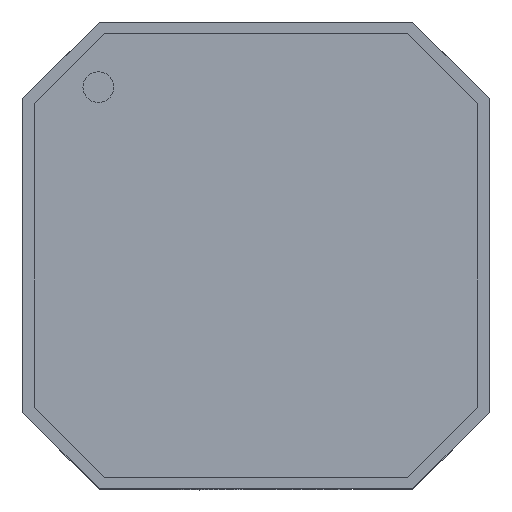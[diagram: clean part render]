
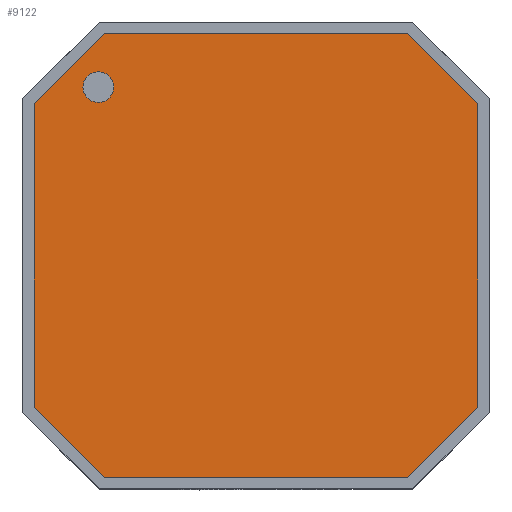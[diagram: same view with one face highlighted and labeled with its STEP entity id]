
A CAD part, top view. The second image highlights one B-rep face of the part: STEP entity #9122.
In plain terms, the highlighted planar face has unit normal (0, 0, 1).
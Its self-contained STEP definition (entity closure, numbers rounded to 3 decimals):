
#56 = EDGE_CURVE ( 'NONE', #12044, #2645, #7704, .T. ) ;
#67 = AXIS2_PLACEMENT_3D ( 'NONE', #12146, #12278, #13081 ) ;
#73 = VECTOR ( 'NONE', #11925, 1000. ) ;
#172 = DIRECTION ( 'NONE',  ( 0.707, 0.707, 0. ) ) ;
#245 = LINE ( 'NONE', #4352, #4439 ) ;
#435 = CARTESIAN_POINT ( 'NONE',  ( -3.022, 3.583, 1.753 ) ) ;
#701 = ORIENTED_EDGE ( 'NONE', *, *, #5688, .T. ) ;
#804 = ORIENTED_EDGE ( 'NONE', *, *, #960, .T. ) ;
#815 = CARTESIAN_POINT ( 'NONE',  ( 2.758, 3.583, 1.753 ) ) ;
#950 = VERTEX_POINT ( 'NONE', #7413 ) ;
#958 = LINE ( 'NONE', #1776, #9123 ) ;
#960 = EDGE_CURVE ( 'NONE', #9711, #12044, #245, .T. ) ;
#1362 = FACE_OUTER_BOUND ( 'NONE', #8461, .T. ) ;
#1567 = VECTOR ( 'NONE', #11842, 1000. ) ;
#1655 = DIRECTION ( 'NONE',  ( 0., -1., 0. ) ) ;
#1734 = ORIENTED_EDGE ( 'NONE', *, *, #4193, .T. ) ;
#1776 = CARTESIAN_POINT ( 'NONE',  ( -5., -1.285, 1.752 ) ) ;
#1924 = VERTEX_POINT ( 'NONE', #10091 ) ;
#1956 = LINE ( 'NONE', #4233, #8486 ) ;
#2137 = EDGE_CURVE ( 'NONE', #4235, #7627, #1956, .T. ) ;
#2193 = DIRECTION ( 'NONE',  ( 0., -1., 0. ) ) ;
#2254 = ORIENTED_EDGE ( 'NONE', *, *, #5439, .T. ) ;
#2645 = VERTEX_POINT ( 'NONE', #815 ) ;
#2984 = DIRECTION ( 'NONE',  ( 0.707, -0.707, 0. ) ) ;
#3006 = AXIS2_PLACEMENT_3D ( 'NONE', #3142, #5308, #2193 ) ;
#3142 = CARTESIAN_POINT ( 'NONE',  ( -2.186, 3.797, 1.753 ) ) ;
#3160 = CARTESIAN_POINT ( 'NONE',  ( -2.186, 3.997, 1.753 ) ) ;
#3451 = VECTOR ( 'NONE', #6941, 1000. ) ;
#4001 = CIRCLE ( 'NONE', #7032, 0.2 ) ;
#4193 = EDGE_CURVE ( 'NONE', #1924, #7443, #4001, .T. ) ;
#4233 = CARTESIAN_POINT ( 'NONE',  ( -3.022, 1.605, 1.753 ) ) ;
#4235 = VERTEX_POINT ( 'NONE', #435 ) ;
#4352 = CARTESIAN_POINT ( 'NONE',  ( 1.845, -1.285, 1.752 ) ) ;
#4439 = VECTOR ( 'NONE', #172, 1000. ) ;
#4897 = LINE ( 'NONE', #12290, #12002 ) ;
#5308 = DIRECTION ( 'NONE',  ( 0., 0., -1. ) ) ;
#5439 = EDGE_CURVE ( 'NONE', #7627, #13408, #4897, .T. ) ;
#5688 = EDGE_CURVE ( 'NONE', #9219, #950, #10926, .T. ) ;
#6094 = DIRECTION ( 'NONE',  ( 0., -1., 0. ) ) ;
#6133 = LINE ( 'NONE', #7072, #3451 ) ;
#6325 = CARTESIAN_POINT ( 'NONE',  ( 1.845, 4.495, 1.753 ) ) ;
#6495 = CIRCLE ( 'NONE', #3006, 0.2 ) ;
#6941 = DIRECTION ( 'NONE',  ( -0.707, -0.707, 0. ) ) ;
#7032 = AXIS2_PLACEMENT_3D ( 'NONE', #11943, #12080, #1655 ) ;
#7036 = VECTOR ( 'NONE', #11868, 1000. ) ;
#7072 = CARTESIAN_POINT ( 'NONE',  ( -2.11, 4.495, 1.753 ) ) ;
#7155 = ORIENTED_EDGE ( 'NONE', *, *, #9357, .T. ) ;
#7413 = CARTESIAN_POINT ( 'NONE',  ( -2.11, 4.495, 1.753 ) ) ;
#7443 = VERTEX_POINT ( 'NONE', #3160 ) ;
#7583 = CARTESIAN_POINT ( 'NONE',  ( 2.758, -0.373, 1.752 ) ) ;
#7627 = VERTEX_POINT ( 'NONE', #9831 ) ;
#7704 = LINE ( 'NONE', #8525, #1567 ) ;
#7731 = CARTESIAN_POINT ( 'NONE',  ( -5., 4.495, 1.753 ) ) ;
#8461 = EDGE_LOOP ( 'NONE', ( #7155, #701, #11063, #9080, #2254, #9755, #804, #11622 ) ) ;
#8486 = VECTOR ( 'NONE', #6094, 1000. ) ;
#8525 = CARTESIAN_POINT ( 'NONE',  ( 2.758, 1.605, 1.753 ) ) ;
#8562 = CARTESIAN_POINT ( 'NONE',  ( 1.845, -1.285, 1.752 ) ) ;
#8619 = FACE_BOUND ( 'NONE', #13026, .T. ) ;
#8887 = LINE ( 'NONE', #10979, #73 ) ;
#9080 = ORIENTED_EDGE ( 'NONE', *, *, #2137, .T. ) ;
#9122 = ADVANCED_FACE ( 'NONE', ( #1362, #8619 ), #11738, .T. ) ;
#9123 = VECTOR ( 'NONE', #10121, 1000. ) ;
#9219 = VERTEX_POINT ( 'NONE', #6325 ) ;
#9357 = EDGE_CURVE ( 'NONE', #2645, #9219, #8887, .T. ) ;
#9711 = VERTEX_POINT ( 'NONE', #8562 ) ;
#9755 = ORIENTED_EDGE ( 'NONE', *, *, #11679, .T. ) ;
#9831 = CARTESIAN_POINT ( 'NONE',  ( -3.022, -0.373, 1.752 ) ) ;
#10091 = CARTESIAN_POINT ( 'NONE',  ( -2.186, 3.597, 1.753 ) ) ;
#10121 = DIRECTION ( 'NONE',  ( 1., 0., 0. ) ) ;
#10926 = LINE ( 'NONE', #7731, #7036 ) ;
#10979 = CARTESIAN_POINT ( 'NONE',  ( 2.758, 3.583, 1.753 ) ) ;
#11063 = ORIENTED_EDGE ( 'NONE', *, *, #13321, .T. ) ;
#11622 = ORIENTED_EDGE ( 'NONE', *, *, #56, .T. ) ;
#11679 = EDGE_CURVE ( 'NONE', #13408, #9711, #958, .T. ) ;
#11738 = PLANE ( 'NONE',  #67 ) ;
#11842 = DIRECTION ( 'NONE',  ( 0., 1., 0. ) ) ;
#11868 = DIRECTION ( 'NONE',  ( -1., 0., 0. ) ) ;
#11925 = DIRECTION ( 'NONE',  ( -0.707, 0.707, 0. ) ) ;
#11943 = CARTESIAN_POINT ( 'NONE',  ( -2.186, 3.797, 1.753 ) ) ;
#12002 = VECTOR ( 'NONE', #2984, 1000. ) ;
#12044 = VERTEX_POINT ( 'NONE', #7583 ) ;
#12080 = DIRECTION ( 'NONE',  ( 0., 0., -1. ) ) ;
#12146 = CARTESIAN_POINT ( 'NONE',  ( -5., 1.605, 1.753 ) ) ;
#12278 = DIRECTION ( 'NONE',  ( 0., 0., 1. ) ) ;
#12290 = CARTESIAN_POINT ( 'NONE',  ( -3.022, -0.373, 1.752 ) ) ;
#13026 = EDGE_LOOP ( 'NONE', ( #1734, #13407 ) ) ;
#13081 = DIRECTION ( 'NONE',  ( 0., -1., 0. ) ) ;
#13219 = EDGE_CURVE ( 'NONE', #7443, #1924, #6495, .T. ) ;
#13306 = CARTESIAN_POINT ( 'NONE',  ( -2.11, -1.285, 1.752 ) ) ;
#13321 = EDGE_CURVE ( 'NONE', #950, #4235, #6133, .T. ) ;
#13407 = ORIENTED_EDGE ( 'NONE', *, *, #13219, .T. ) ;
#13408 = VERTEX_POINT ( 'NONE', #13306 ) ;
